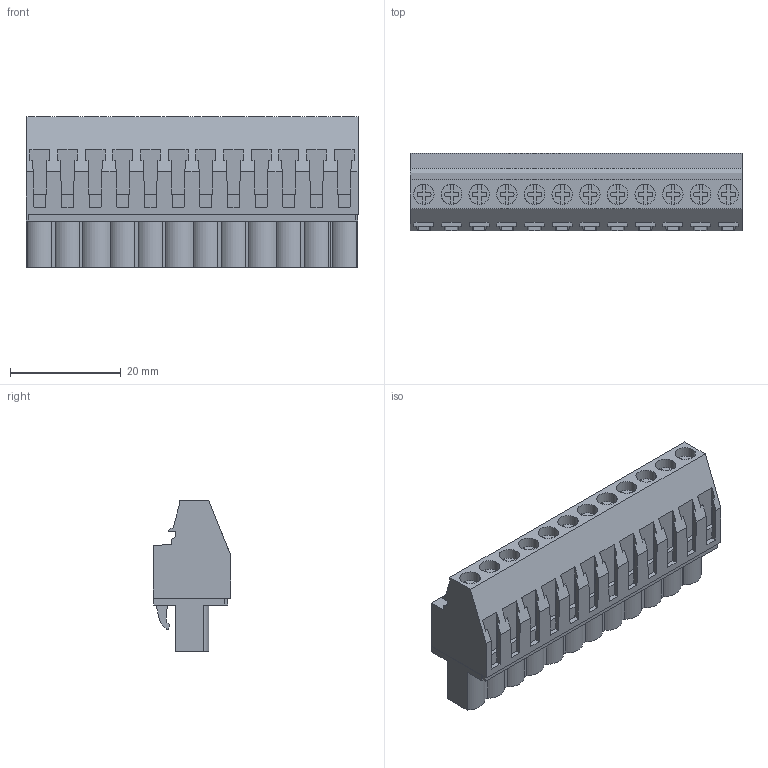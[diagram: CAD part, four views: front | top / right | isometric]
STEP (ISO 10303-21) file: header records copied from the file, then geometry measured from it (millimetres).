
FILE_DESCRIPTION(('CATIA V5 STEP Exchange','CAx-IF Rec.Pracs.--- Model Styling and Organization---1.2---2011-12-15'),'2;1');
FILE_NAME ('D1460417_0_1958120000_1958120000.stp','2017-09-20T13:02:59+00:00',('none'),('Weidmueller'),'CATIA Version 5-6 Release 2014','CATIA V5 STEP AP214','none');
FILE_SCHEMA(('AUTOMOTIVE_DESIGN { 1 0 10303 214 1 1 1 1 }'));
Length unit declared in the file: millimetre
Products named in the file (1): 1958120000
Bounding box: 60 x 14.05 x 27.2 mm (x, y, z)
Volume: 13674.8 mm3; surface area: 8041.6 mm2
Topology: 13 solids, 13 shells, 770 faces, 2136 edges, 1441 vertices
Faces by surface type: plane 654, cylinder 106, extrusion 10
Entity records: 22750 total; most frequent: ORIENTED_EDGE 4272, CARTESIAN_POINT 4241, DIRECTION 3014, EDGE_CURVE 2136, VECTOR 1856, LINE 1846, VERTEX_POINT 1441, EDGE_LOOP 819
